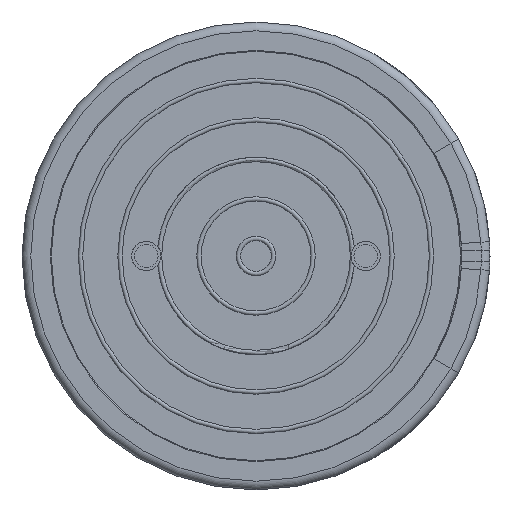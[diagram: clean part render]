
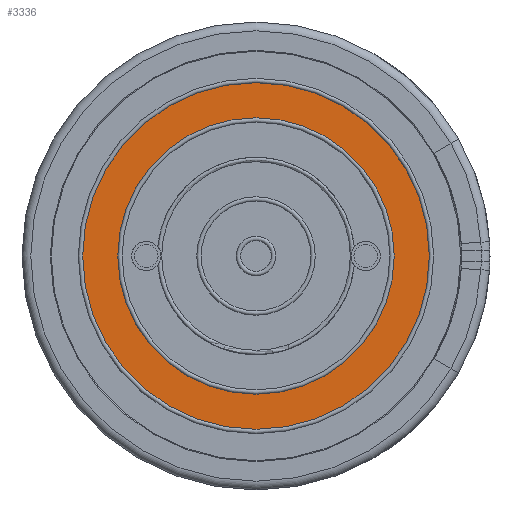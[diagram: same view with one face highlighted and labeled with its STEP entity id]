
A CAD part, front view. The second image highlights one B-rep face of the part: STEP entity #3336.
In plain terms, the highlighted planar face has unit normal (0, -1, 0).
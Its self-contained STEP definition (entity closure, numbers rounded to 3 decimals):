
#73=FACE_BOUND('',#532,.T.);
#254=PLANE('',#3711);
#377=FACE_OUTER_BOUND('',#531,.T.);
#531=EDGE_LOOP('',(#3028,#3029));
#532=EDGE_LOOP('',(#3030,#3031));
#1020=CIRCLE('',#3658,5.925);
#1021=CIRCLE('',#3659,5.925);
#1049=CIRCLE('',#3694,4.725);
#1050=CIRCLE('',#3695,4.725);
#1449=VERTEX_POINT('',#6669);
#1450=VERTEX_POINT('',#6670);
#1475=VERTEX_POINT('',#6735);
#1476=VERTEX_POINT('',#6736);
#1953=EDGE_CURVE('',#1449,#1450,#1020,.T.);
#1954=EDGE_CURVE('',#1450,#1449,#1021,.T.);
#1986=EDGE_CURVE('',#1475,#1476,#1049,.T.);
#1987=EDGE_CURVE('',#1476,#1475,#1050,.T.);
#3028=ORIENTED_EDGE('',*,*,#1953,.T.);
#3029=ORIENTED_EDGE('',*,*,#1954,.T.);
#3030=ORIENTED_EDGE('',*,*,#1986,.T.);
#3031=ORIENTED_EDGE('',*,*,#1987,.T.);
#3336=ADVANCED_FACE('',(#377,#73),#254,.T.);
#3658=AXIS2_PLACEMENT_3D('',#6671,#4447,#4448);
#3659=AXIS2_PLACEMENT_3D('',#6672,#4449,#4450);
#3694=AXIS2_PLACEMENT_3D('',#6737,#4523,#4524);
#3695=AXIS2_PLACEMENT_3D('',#6738,#4525,#4526);
#3711=AXIS2_PLACEMENT_3D('',#6766,#4565,#4566);
#4447=DIRECTION('center_axis',(0.,-1.,0.));
#4448=DIRECTION('ref_axis',(-1.,0.,0.));
#4449=DIRECTION('center_axis',(0.,-1.,0.));
#4450=DIRECTION('ref_axis',(-1.,0.,0.));
#4523=DIRECTION('center_axis',(0.,1.,0.));
#4524=DIRECTION('ref_axis',(-1.,0.,0.));
#4525=DIRECTION('center_axis',(0.,1.,0.));
#4526=DIRECTION('ref_axis',(-1.,0.,0.));
#4565=DIRECTION('center_axis',(0.,-1.,0.));
#4566=DIRECTION('ref_axis',(0.,0.,-1.));
#6669=CARTESIAN_POINT('',(-5.925,0.1,0.));
#6670=CARTESIAN_POINT('',(5.925,0.1,0.));
#6671=CARTESIAN_POINT('Origin',(0.,0.1,0.));
#6672=CARTESIAN_POINT('Origin',(0.,0.1,0.));
#6735=CARTESIAN_POINT('',(-4.725,0.1,0.));
#6736=CARTESIAN_POINT('',(4.725,0.1,0.));
#6737=CARTESIAN_POINT('Origin',(0.,0.1,0.));
#6738=CARTESIAN_POINT('Origin',(0.,0.1,0.));
#6766=CARTESIAN_POINT('Origin',(0.,0.1,0.));
